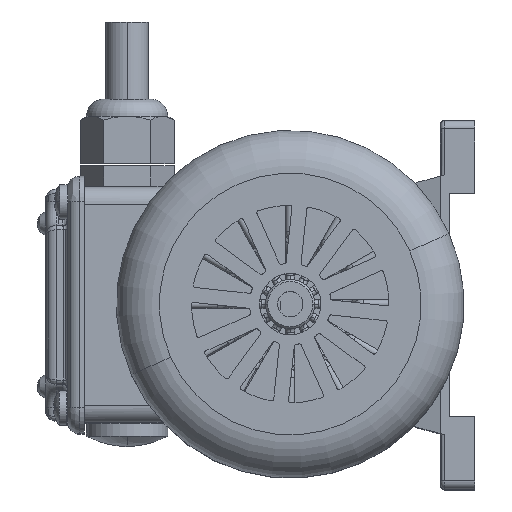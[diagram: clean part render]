
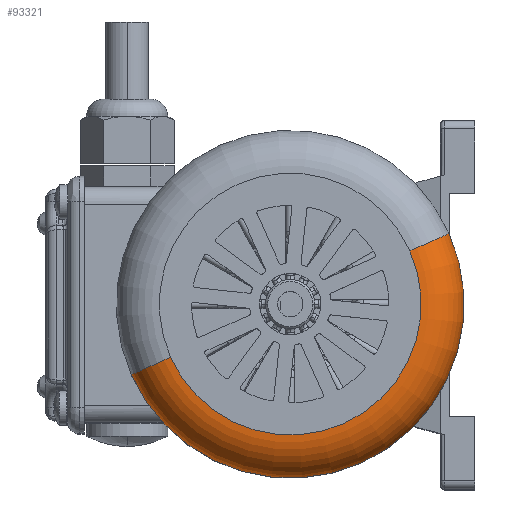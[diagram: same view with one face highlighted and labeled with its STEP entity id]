
A CAD part, top view. The second image highlights one B-rep face of the part: STEP entity #93321.
In plain terms, the highlighted toroidal (fillet/blend) face has major radius 30.5 mm and minor radius 10 mm.
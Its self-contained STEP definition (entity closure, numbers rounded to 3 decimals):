
#20056=CARTESIAN_POINT('',(37.014,16.437,132.85));
#20057=VERTEX_POINT('',#20056);
#20066=CARTESIAN_POINT('',(-37.014,-16.437,132.85));
#20067=VERTEX_POINT('',#20066);
#20068=CARTESIAN_POINT('',(0.,0.,132.85));
#20069=DIRECTION('',(0.,0.,1.));
#20070=DIRECTION('',(0.914,0.406,0.));
#20071=AXIS2_PLACEMENT_3D('',#20068,#20069,#20070);
#20072=CIRCLE('',#20071,40.5);
#20073=EDGE_CURVE('',#20067,#20057,#20072,.T.);
#20098=CARTESIAN_POINT('',(27.875,12.379,142.85));
#20099=VERTEX_POINT('',#20098);
#20100=CARTESIAN_POINT('',(27.875,12.379,132.85));
#20101=DIRECTION('',(0.406,-0.914,0.));
#20102=DIRECTION('',(0.914,0.406,0.));
#20103=AXIS2_PLACEMENT_3D('',#20100,#20101,#20102);
#20104=CIRCLE('',#20103,10.0);
#20105=EDGE_CURVE('',#20057,#20099,#20104,.T.);
#20114=CARTESIAN_POINT('',(-27.875,-12.379,142.85));
#20115=VERTEX_POINT('',#20114);
#20116=CARTESIAN_POINT('',(-27.875,-12.379,132.85));
#20117=DIRECTION('',(0.406,-0.914,0.));
#20118=DIRECTION('',(-0.914,-0.406,0.));
#20119=AXIS2_PLACEMENT_3D('',#20116,#20117,#20118);
#20120=CIRCLE('',#20119,10.0);
#20121=EDGE_CURVE('',#20115,#20067,#20120,.T.);
#93304=CARTESIAN_POINT('',(0.,0.,132.85));
#93305=DIRECTION('',(0.,0.,1.0));
#93306=DIRECTION('',(0.914,0.406,0.));
#93307=AXIS2_PLACEMENT_3D('',#93304,#93305,#93306);
#93308=TOROIDAL_SURFACE('',#93307,30.5,10.0);
#93309=ORIENTED_EDGE('',*,*,#20105,.T.);
#93310=CARTESIAN_POINT('',(0.,0.,142.85));
#93311=DIRECTION('',(0.,0.,-1.));
#93312=DIRECTION('',(0.914,0.406,0.));
#93313=AXIS2_PLACEMENT_3D('',#93310,#93311,#93312);
#93314=CIRCLE('',#93313,30.5);
#93315=EDGE_CURVE('',#20099,#20115,#93314,.T.);
#93316=ORIENTED_EDGE('',*,*,#93315,.T.);
#93317=ORIENTED_EDGE('',*,*,#20121,.T.);
#93318=ORIENTED_EDGE('',*,*,#20073,.T.);
#93319=EDGE_LOOP('',(#93309,#93316,#93317,#93318));
#93320=FACE_OUTER_BOUND('',#93319,.T.);
#93321=ADVANCED_FACE('',(#93320),#93308,.T.);
